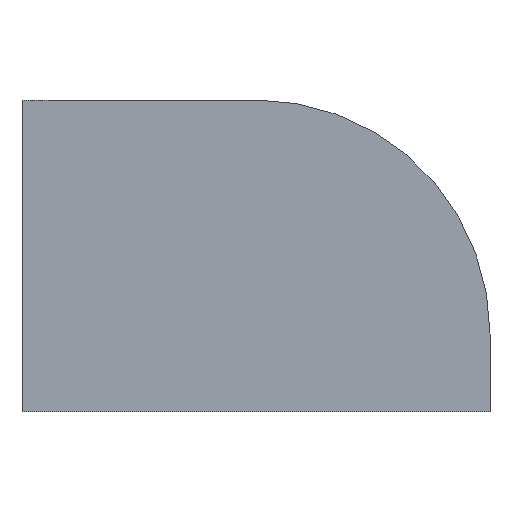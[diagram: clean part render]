
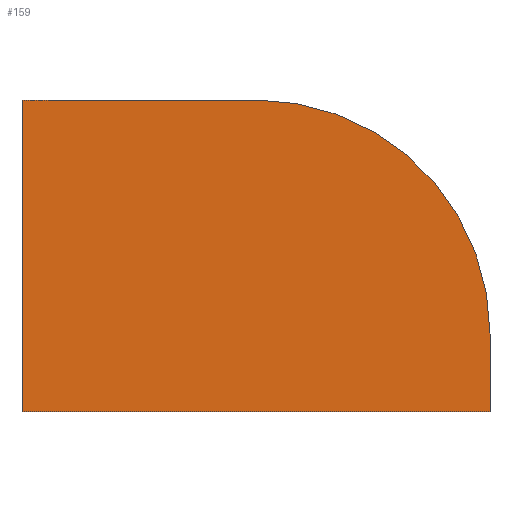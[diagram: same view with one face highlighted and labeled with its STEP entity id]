
A CAD part, front view. The second image highlights one B-rep face of the part: STEP entity #159.
In plain terms, the highlighted planar face has unit normal (0, -1, 0).
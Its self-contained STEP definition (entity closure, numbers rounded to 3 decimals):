
#19=PLANE('',#190);
#30=FACE_OUTER_BOUND('',#40,.T.);
#40=EDGE_LOOP('',(#135,#136,#137,#138,#139));
#51=LINE('',#264,#66);
#55=LINE('',#273,#70);
#56=LINE('',#275,#71);
#57=LINE('',#276,#72);
#66=VECTOR('',#220,10.);
#70=VECTOR('',#228,10.);
#71=VECTOR('',#229,10.);
#72=VECTOR('',#230,10.);
#79=CIRCLE('',#187,15.);
#85=VERTEX_POINT('',#254);
#86=VERTEX_POINT('',#256);
#88=VERTEX_POINT('',#262);
#91=VERTEX_POINT('',#272);
#92=VERTEX_POINT('',#274);
#100=EDGE_CURVE('',#85,#86,#79,.T.);
#104=EDGE_CURVE('',#88,#85,#51,.T.);
#108=EDGE_CURVE('',#91,#88,#55,.T.);
#109=EDGE_CURVE('',#91,#92,#56,.T.);
#110=EDGE_CURVE('',#92,#86,#57,.T.);
#135=ORIENTED_EDGE('',*,*,#100,.F.);
#136=ORIENTED_EDGE('',*,*,#104,.F.);
#137=ORIENTED_EDGE('',*,*,#108,.F.);
#138=ORIENTED_EDGE('',*,*,#109,.T.);
#139=ORIENTED_EDGE('',*,*,#110,.T.);
#159=ADVANCED_FACE('',(#30),#19,.T.);
#187=AXIS2_PLACEMENT_3D('',#257,#213,#214);
#190=AXIS2_PLACEMENT_3D('',#271,#226,#227);
#213=DIRECTION('center_axis',(0.,1.,0.));
#214=DIRECTION('ref_axis',(0.707,0.,0.707));
#220=DIRECTION('',(1.,0.,0.));
#226=DIRECTION('center_axis',(0.,-1.,0.));
#227=DIRECTION('ref_axis',(1.,0.,0.));
#228=DIRECTION('',(0.,0.,1.));
#229=DIRECTION('',(1.,0.,0.));
#230=DIRECTION('',(0.,0.,1.));
#254=CARTESIAN_POINT('',(72.666,-55.,-37.999));
#256=CARTESIAN_POINT('',(87.666,-55.,-52.999));
#257=CARTESIAN_POINT('Origin',(72.666,-55.,-52.999));
#262=CARTESIAN_POINT('',(57.666,-55.,-37.999));
#264=CARTESIAN_POINT('',(57.666,-55.,-37.999));
#271=CARTESIAN_POINT('Origin',(57.666,-55.,-57.999));
#272=CARTESIAN_POINT('',(57.666,-55.,-57.999));
#273=CARTESIAN_POINT('',(57.666,-55.,-57.999));
#274=CARTESIAN_POINT('',(87.666,-55.,-57.999));
#275=CARTESIAN_POINT('',(57.666,-55.,-57.999));
#276=CARTESIAN_POINT('',(87.666,-55.,-57.999));
